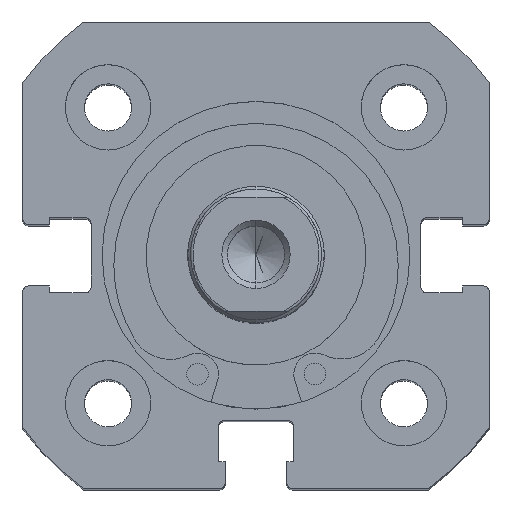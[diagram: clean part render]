
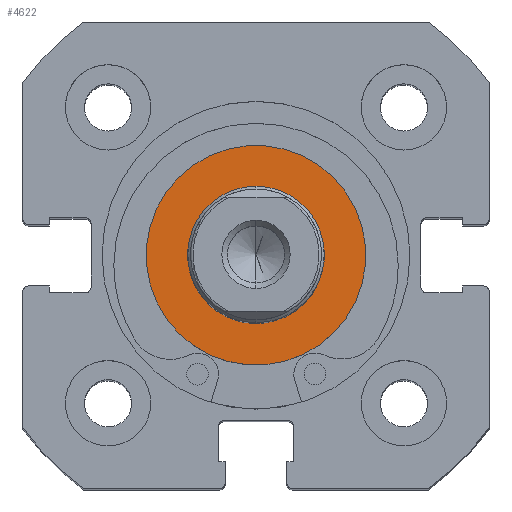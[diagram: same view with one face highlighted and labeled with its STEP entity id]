
A CAD part, top view. The second image highlights one B-rep face of the part: STEP entity #4622.
In plain terms, the highlighted face is planar.
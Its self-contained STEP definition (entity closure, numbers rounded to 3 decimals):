
#817 = DIRECTION ( 'NONE',  ( 0., 0., -1. ) ) ;
#818 = DIRECTION ( 'NONE',  ( 1., 0., 0. ) ) ;
#822 = PLANE ( 'NONE',  #5881 ) ;
#826 = CARTESIAN_POINT ( 'NONE',  ( 0., 9.65, 0. ) ) ;
#1116 = CARTESIAN_POINT ( 'NONE',  ( 0., 0., 9.65 ) ) ;
#1513 = CARTESIAN_POINT ( 'NONE',  ( 0., 0., -9.65 ) ) ;
#1552 = CARTESIAN_POINT ( 'NONE',  ( 0., 0., 6. ) ) ;
#1589 = CARTESIAN_POINT ( 'NONE',  ( 0., 0., -6. ) ) ;
#2578 = FACE_BOUND ( 'NONE', #5129, .T. ) ;
#2584 = FACE_OUTER_BOUND ( 'NONE', #5130, .T. ) ;
#3700 = CARTESIAN_POINT ( 'NONE',  ( 0., 0., 0. ) ) ;
#3705 = DIRECTION ( 'NONE',  ( -1., 0., 0. ) ) ;
#3706 = DIRECTION ( 'NONE',  ( 0., 0., 1. ) ) ;
#3763 = CARTESIAN_POINT ( 'NONE',  ( 0., 0., 0. ) ) ;
#3764 = DIRECTION ( 'NONE',  ( -1., 0., 0. ) ) ;
#3765 = DIRECTION ( 'NONE',  ( 0., 0., 1. ) ) ;
#3801 = CARTESIAN_POINT ( 'NONE',  ( 0., 0., 0. ) ) ;
#3807 = CARTESIAN_POINT ( 'NONE',  ( 0., 0., 0. ) ) ;
#3808 = DIRECTION ( 'NONE',  ( -1., 0., 0. ) ) ;
#3809 = DIRECTION ( 'NONE',  ( 0., 0., 1. ) ) ;
#3814 = DIRECTION ( 'NONE',  ( -1., 0., 0. ) ) ;
#3815 = DIRECTION ( 'NONE',  ( 0., 0., 1. ) ) ;
#4031 = CIRCLE ( 'NONE', #6129, 9.65 ) ;
#4060 = CIRCLE ( 'NONE', #6139, 6. ) ;
#4081 = CIRCLE ( 'NONE', #6155, 9.65 ) ;
#4085 = CIRCLE ( 'NONE', #6157, 6. ) ;
#4247 = VERTEX_POINT ( 'NONE', #1589 ) ;
#4257 = VERTEX_POINT ( 'NONE', #1552 ) ;
#4269 = VERTEX_POINT ( 'NONE', #1513 ) ;
#4375 = VERTEX_POINT ( 'NONE', #1116 ) ;
#4504 = ORIENTED_EDGE ( 'NONE', *, *, #5711, .F. ) ;
#4538 = ORIENTED_EDGE ( 'NONE', *, *, #5693, .F. ) ;
#4551 = ORIENTED_EDGE ( 'NONE', *, *, #5709, .T. ) ;
#4575 = ORIENTED_EDGE ( 'NONE', *, *, #5671, .T. ) ;
#4622 = ADVANCED_FACE ( 'NONE', ( #2578, #2584 ), #822, .F. ) ;
#5129 = EDGE_LOOP ( 'NONE', ( #4504, #4538 ) ) ;
#5130 = EDGE_LOOP ( 'NONE', ( #4575, #4551 ) ) ;
#5671 = EDGE_CURVE ( 'NONE', #4375, #4269, #4031, .T. ) ;
#5693 = EDGE_CURVE ( 'NONE', #4247, #4257, #4060, .T. ) ;
#5709 = EDGE_CURVE ( 'NONE', #4269, #4375, #4081, .T. ) ;
#5711 = EDGE_CURVE ( 'NONE', #4257, #4247, #4085, .T. ) ;
#5881 = AXIS2_PLACEMENT_3D ( 'NONE', #826, #818, #817 ) ;
#6129 = AXIS2_PLACEMENT_3D ( 'NONE', #3700, #3705, #3706 ) ;
#6139 = AXIS2_PLACEMENT_3D ( 'NONE', #3763, #3764, #3765 ) ;
#6155 = AXIS2_PLACEMENT_3D ( 'NONE', #3801, #3808, #3809 ) ;
#6157 = AXIS2_PLACEMENT_3D ( 'NONE', #3807, #3814, #3815 ) ;
